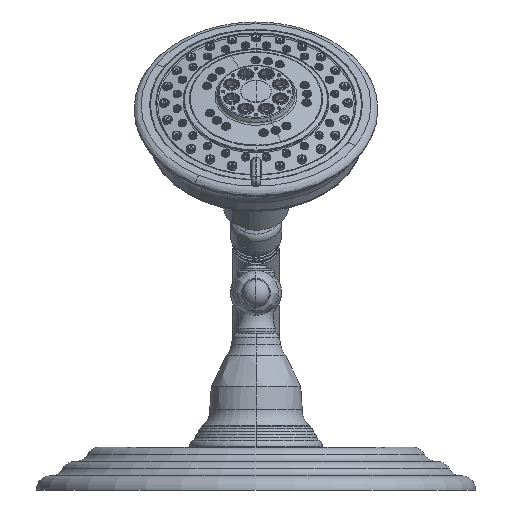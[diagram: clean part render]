
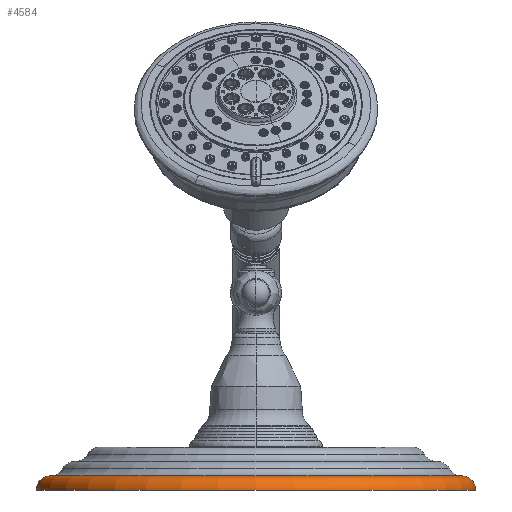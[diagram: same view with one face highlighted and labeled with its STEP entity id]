
A CAD part, front view. The second image highlights one B-rep face of the part: STEP entity #4584.
In plain terms, the highlighted toroidal (fillet/blend) face has major radius 92.075 mm and minor radius 6.35 mm.
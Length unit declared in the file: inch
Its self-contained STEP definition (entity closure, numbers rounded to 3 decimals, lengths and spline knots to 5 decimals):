
#562=CARTESIAN_POINT('',(0.,-1.,0.25));
#563=DIRECTION('',(0.,0.,-1.));
#564=DIRECTION('',(1.,0.,0.));
#565=AXIS2_PLACEMENT_3D('',#562,#563,#564);
#587=CARTESIAN_POINT('',(3.625,-1.,0.));
#588=DIRECTION('',(0.,-1.,0.));
#589=DIRECTION('',(1.,0.,0.));
#590=AXIS2_PLACEMENT_3D('',#587,#588,#589);
#592=CARTESIAN_POINT('',(-3.625,-1.,0.));
#593=DIRECTION('',(0.,1.,0.));
#594=DIRECTION('',(-1.,0.,0.));
#595=AXIS2_PLACEMENT_3D('',#592,#593,#594);
#597=CARTESIAN_POINT('',(0.,-1.,0.));
#598=DIRECTION('',(0.,0.,-1.));
#599=DIRECTION('',(1.,0.,0.));
#600=AXIS2_PLACEMENT_3D('',#597,#598,#599);
#3359=CARTESIAN_POINT('',(3.625,-1.,0.25));
#3361=VERTEX_POINT('',#3359);
#3369=CARTESIAN_POINT('',(-3.625,-1.,0.25));
#3371=VERTEX_POINT('',#3369);
#3943=CARTESIAN_POINT('',(3.875,-1.,0.));
#3944=CARTESIAN_POINT('',(-3.875,-1.,0.));
#3945=VERTEX_POINT('',#3943);
#3946=VERTEX_POINT('',#3944);
#4573=CARTESIAN_POINT('',(0.,-1.,0.));
#4574=DIRECTION('',(0.,0.,-1.));
#4575=DIRECTION('',(-1.,0.,0.));
#4576=AXIS2_PLACEMENT_3D('',#4573,#4574,#4575);
#4577=TOROIDAL_SURFACE('',#4576,3.625,0.25);
#4578=ORIENTED_EDGE('',*,*,#4567,.T.);
#4579=ORIENTED_EDGE('',*,*,#4557,.T.);
#4580=ORIENTED_EDGE('',*,*,#4526,.F.);
#4581=ORIENTED_EDGE('',*,*,#4554,.F.);
#4582=EDGE_LOOP('',(#4578,#4579,#4580,#4581));
#4583=FACE_OUTER_BOUND('',#4582,.F.);
#4584=ADVANCED_FACE('',(#4583),#4577,.T.);
#566=CIRCLE('',#565,3.625);
#591=CIRCLE('',#590,0.25);
#596=CIRCLE('',#595,0.25);
#601=CIRCLE('',#600,3.875);
#4526=EDGE_CURVE('',#3361,#3371,#566,.T.);
#4554=EDGE_CURVE('',#3945,#3361,#591,.T.);
#4557=EDGE_CURVE('',#3946,#3371,#596,.T.);
#4567=EDGE_CURVE('',#3945,#3946,#601,.T.);
